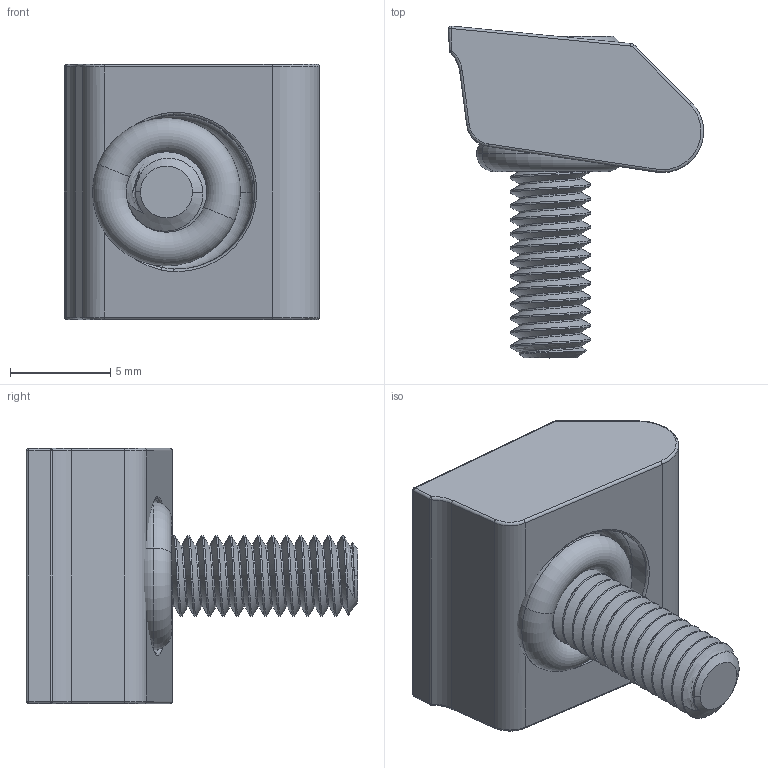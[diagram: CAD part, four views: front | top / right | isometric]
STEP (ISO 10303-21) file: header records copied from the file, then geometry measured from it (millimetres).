
FILE_DESCRIPTION (( 'STEP AP203' ), '1' );
FILE_NAME ('56030.STEP', '2016-06-23T16:18:53', ( 'tkrafton' ), ( 'Microsoft' ), 'SwSTEP 2.0', 'SolidWorks 2016', '' );
FILE_SCHEMA (( 'CONFIG_CONTROL_DESIGN' ));
Length unit declared in the file: millimetre
Products named in the file (4): 56030; 260301_260301; 007 O-RING_007 O-RING; M412MM SHCS_M412MM SHCS
Assembly tree (3 placements, depth 2):
  56030
    260301_260301
    007 O-RING_007 O-RING
    M412MM SHCS_M412MM SHCS
Bounding box: 12.69 x 16.51 x 12.7 mm (x, y, z)
Volume: 872.8 mm3; surface area: 1144.4 mm2
Topology: 3 solids, 3 shells, 174 faces, 441 edges, 271 vertices
Faces by surface type: cylinder 98, plane 23, bspline 20, torus 16, cone 13, sphere 4
Entity records: 8585 total; most frequent: CARTESIAN_POINT 4533, ORIENTED_EDGE 874, DIRECTION 683, EDGE_CURVE 437, AXIS2_PLACEMENT_3D 270, VERTEX_POINT 269, EDGE_LOOP 178, ADVANCED_FACE 174
